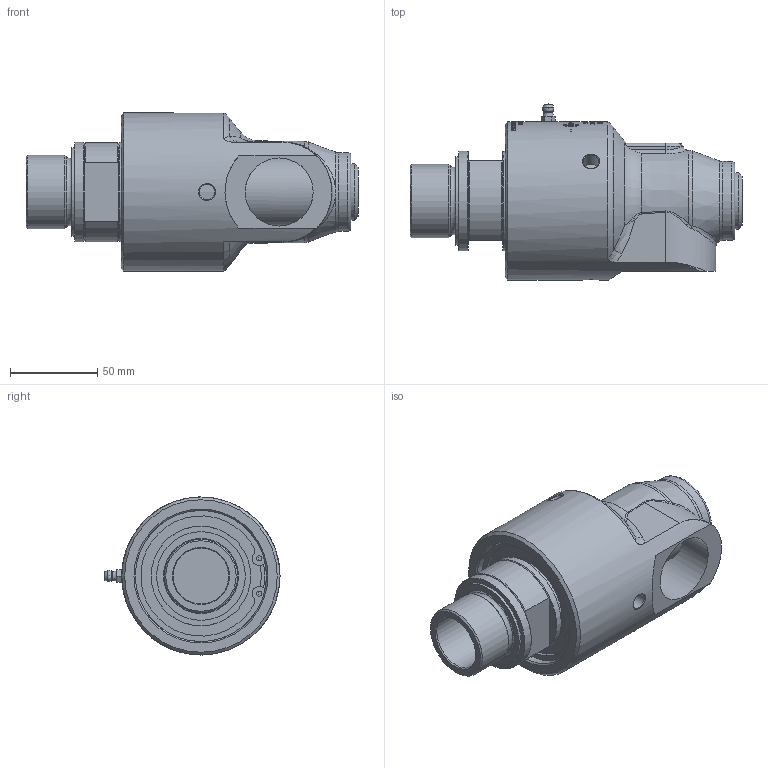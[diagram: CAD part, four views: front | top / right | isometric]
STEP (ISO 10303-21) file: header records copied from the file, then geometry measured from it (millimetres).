
FILE_DESCRIPTION(/* description */ ('Interface Control Model'),/* implementation_level */ '2;1');
FILE_NAME(/* name */ '527-012-498-IC.stp',/* time_stamp */ '2022-04-20T08:03:09-05:00',/* author */ ('msvetlecich'),/* organization */ (''),/* preprocessor_version */ 'ST-DEVELOPER v18.1',/* originating_system */ 'Autodesk Inventor 2022',/* authorisation */ '');
FILE_SCHEMA (('AUTOMOTIVE_DESIGN { 1 0 10303 214 3 1 1 }'));
Products named in the file (1): 527-012-498-IC
Bounding box: 190.03 x 100.74 x 90.5 mm (x, y, z)
Volume: 585951.7 mm3; surface area: 80460.4 mm2
Topology: 1 solids, 7 shells, 1592 faces, 4266 edges, 2836 vertices
Faces by surface type: bspline 748, plane 619, cylinder 181, cone 29, torus 13, sphere 2
Full cylindrical faces by diameter (mm): 3 x4, 3.12 x2, 6.34 x1, 8.917 x3, 31.8 x1, 38.952 x1, 39.75 x1, 41.91 x1, 42.9 x1, 44.4 x1, 50.05 x1, 50.8 x1, 53.5 x1, 56.742 x1, 57 x2, 69 x1, 75.08 x1, 90.5 x1
Entity records: 65986 total; most frequent: CARTESIAN_POINT 30193, ORIENTED_EDGE 8520, DIRECTION 5276, EDGE_CURVE 4260, VERTEX_POINT 2836, LINE 1804, VECTOR 1804, EDGE_LOOP 1756
